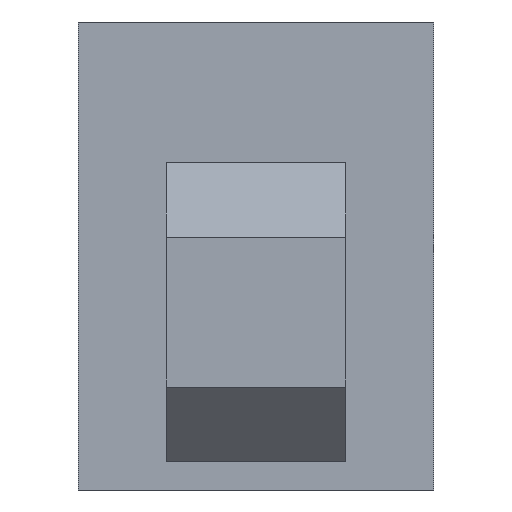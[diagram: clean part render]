
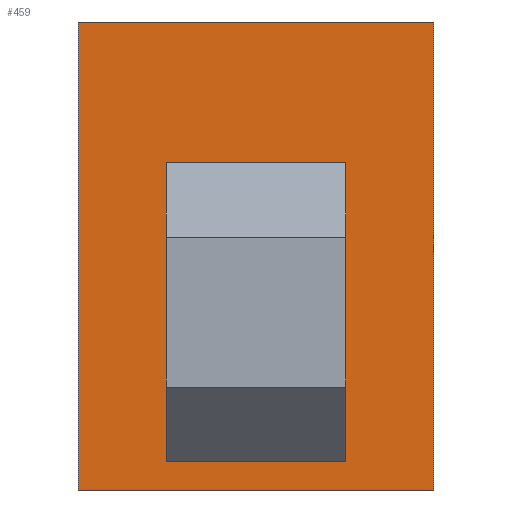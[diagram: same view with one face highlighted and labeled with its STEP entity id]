
A CAD part, front view. The second image highlights one B-rep face of the part: STEP entity #459.
In plain terms, the highlighted planar face has unit normal (0, -1, 0).
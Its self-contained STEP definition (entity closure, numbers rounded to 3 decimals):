
#11 = LINE ( 'NONE', #1332, #911 ) ;
#23 = EDGE_CURVE ( 'NONE', #44, #335, #296, .T. ) ;
#44 = VERTEX_POINT ( 'NONE', #410 ) ;
#52 = CARTESIAN_POINT ( 'NONE',  ( 9.25, 0., 1.85 ) ) ;
#78 = ORIENTED_EDGE ( 'NONE', *, *, #1030, .T. ) ;
#99 = DIRECTION ( 'NONE',  ( 0., 0., 1. ) ) ;
#131 = PLANE ( 'NONE',  #274 ) ;
#139 = CARTESIAN_POINT ( 'NONE',  ( -0.45, 0., -3. ) ) ;
#153 = DIRECTION ( 'NONE',  ( 0., 0., -1. ) ) ;
#193 = EDGE_CURVE ( 'NONE', #902, #1503, #621, .T. ) ;
#215 = LINE ( 'NONE', #52, #562 ) ;
#274 = AXIS2_PLACEMENT_3D ( 'NONE', #961, #837, #477 ) ;
#296 = LINE ( 'NONE', #1217, #731 ) ;
#302 = VERTEX_POINT ( 'NONE', #814 ) ;
#313 = CARTESIAN_POINT ( 'NONE',  ( 9.5, 0., 12.5 ) ) ;
#323 = CARTESIAN_POINT ( 'NONE',  ( 9.25, 0., 12.5 ) ) ;
#335 = VERTEX_POINT ( 'NONE', #578 ) ;
#342 = ORIENTED_EDGE ( 'NONE', *, *, #756, .F. ) ;
#375 = CARTESIAN_POINT ( 'NONE',  ( 9.25, 0., -7.85 ) ) ;
#386 = DIRECTION ( 'NONE',  ( 0., 0., 1. ) ) ;
#410 = CARTESIAN_POINT ( 'NONE',  ( -9.5, 0., 12.5 ) ) ;
#459 = ADVANCED_FACE ( 'NONE', ( #709, #984 ), #131, .T. ) ;
#465 = VERTEX_POINT ( 'NONE', #1411 ) ;
#469 = VERTEX_POINT ( 'NONE', #493 ) ;
#477 = DIRECTION ( 'NONE',  ( 0., 0., -1. ) ) ;
#493 = CARTESIAN_POINT ( 'NONE',  ( 4.4, 0., 1.85 ) ) ;
#494 = EDGE_CURVE ( 'NONE', #1071, #1238, #759, .T. ) ;
#527 = CARTESIAN_POINT ( 'NONE',  ( -4.4, 0., 12.5 ) ) ;
#559 = VECTOR ( 'NONE', #1427, 1000. ) ;
#561 = CIRCLE ( 'NONE', #1281, 4.85 ) ;
#562 = VECTOR ( 'NONE', #1106, 1000. ) ;
#575 = CARTESIAN_POINT ( 'NONE',  ( 0.45, 0., -3. ) ) ;
#578 = CARTESIAN_POINT ( 'NONE',  ( -9.5, 0., -12.5 ) ) ;
#588 = CARTESIAN_POINT ( 'NONE',  ( -4.4, 0., -7.85 ) ) ;
#594 = VERTEX_POINT ( 'NONE', #1327 ) ;
#621 = LINE ( 'NONE', #1493, #1266 ) ;
#695 = DIRECTION ( 'NONE',  ( 0., 1., 0. ) ) ;
#709 = FACE_OUTER_BOUND ( 'NONE', #1219, .T. ) ;
#731 = VECTOR ( 'NONE', #1112, 1000. ) ;
#756 = EDGE_CURVE ( 'NONE', #902, #335, #11, .T. ) ;
#759 = LINE ( 'NONE', #375, #559 ) ;
#768 = EDGE_CURVE ( 'NONE', #465, #469, #215, .T. ) ;
#790 = ORIENTED_EDGE ( 'NONE', *, *, #494, .T. ) ;
#801 = DIRECTION ( 'NONE',  ( -1., 0., 0. ) ) ;
#807 = DIRECTION ( 'NONE',  ( 1., 0., 0. ) ) ;
#814 = CARTESIAN_POINT ( 'NONE',  ( -4.4, 0., -3. ) ) ;
#822 = CARTESIAN_POINT ( 'NONE',  ( 4.4, 0., 12.5 ) ) ;
#823 = ORIENTED_EDGE ( 'NONE', *, *, #1259, .T. ) ;
#835 = VECTOR ( 'NONE', #153, 1000. ) ;
#837 = DIRECTION ( 'NONE',  ( 0., -1., 0. ) ) ;
#844 = ORIENTED_EDGE ( 'NONE', *, *, #1075, .T. ) ;
#856 = EDGE_CURVE ( 'NONE', #469, #594, #1164, .T. ) ;
#880 = ORIENTED_EDGE ( 'NONE', *, *, #768, .T. ) ;
#902 = VERTEX_POINT ( 'NONE', #1082 ) ;
#911 = VECTOR ( 'NONE', #1469, 1000. ) ;
#915 = EDGE_CURVE ( 'NONE', #1238, #302, #1483, .T. ) ;
#918 = AXIS2_PLACEMENT_3D ( 'NONE', #575, #695, #807 ) ;
#927 = CIRCLE ( 'NONE', #918, 4.85 ) ;
#961 = CARTESIAN_POINT ( 'NONE',  ( 9.25, 0., 12.5 ) ) ;
#984 = FACE_BOUND ( 'NONE', #1240, .T. ) ;
#1030 = EDGE_CURVE ( 'NONE', #1503, #44, #1283, .T. ) ;
#1071 = VERTEX_POINT ( 'NONE', #1507 ) ;
#1075 = EDGE_CURVE ( 'NONE', #302, #465, #927, .T. ) ;
#1079 = DIRECTION ( 'NONE',  ( -1., 0., 0. ) ) ;
#1082 = CARTESIAN_POINT ( 'NONE',  ( 9.5, 0., -12.5 ) ) ;
#1106 = DIRECTION ( 'NONE',  ( 1., 0., 0. ) ) ;
#1112 = DIRECTION ( 'NONE',  ( 0., 0., -1. ) ) ;
#1116 = ORIENTED_EDGE ( 'NONE', *, *, #856, .T. ) ;
#1120 = ORIENTED_EDGE ( 'NONE', *, *, #915, .T. ) ;
#1164 = LINE ( 'NONE', #822, #835 ) ;
#1217 = CARTESIAN_POINT ( 'NONE',  ( -9.5, 0., 0. ) ) ;
#1219 = EDGE_LOOP ( 'NONE', ( #1347, #78, #1288, #342 ) ) ;
#1238 = VERTEX_POINT ( 'NONE', #588 ) ;
#1240 = EDGE_LOOP ( 'NONE', ( #844, #880, #1116, #823, #790, #1120 ) ) ;
#1259 = EDGE_CURVE ( 'NONE', #594, #1071, #561, .T. ) ;
#1266 = VECTOR ( 'NONE', #99, 1000. ) ;
#1281 = AXIS2_PLACEMENT_3D ( 'NONE', #139, #1442, #1079 ) ;
#1283 = LINE ( 'NONE', #323, #1322 ) ;
#1288 = ORIENTED_EDGE ( 'NONE', *, *, #23, .T. ) ;
#1322 = VECTOR ( 'NONE', #801, 1000. ) ;
#1327 = CARTESIAN_POINT ( 'NONE',  ( 4.4, 0., -3. ) ) ;
#1332 = CARTESIAN_POINT ( 'NONE',  ( 9.25, 0., -12.5 ) ) ;
#1347 = ORIENTED_EDGE ( 'NONE', *, *, #193, .T. ) ;
#1365 = VECTOR ( 'NONE', #386, 1000. ) ;
#1411 = CARTESIAN_POINT ( 'NONE',  ( 0.45, 0., 1.85 ) ) ;
#1427 = DIRECTION ( 'NONE',  ( -1., 0., 0. ) ) ;
#1442 = DIRECTION ( 'NONE',  ( 0., 1., 0. ) ) ;
#1469 = DIRECTION ( 'NONE',  ( -1., 0., 0. ) ) ;
#1483 = LINE ( 'NONE', #527, #1365 ) ;
#1493 = CARTESIAN_POINT ( 'NONE',  ( 9.5, 0., 12.5 ) ) ;
#1503 = VERTEX_POINT ( 'NONE', #313 ) ;
#1507 = CARTESIAN_POINT ( 'NONE',  ( -0.45, 0., -7.85 ) ) ;
